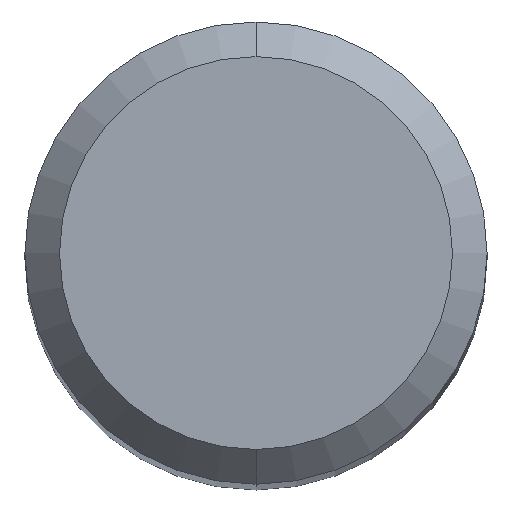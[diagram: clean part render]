
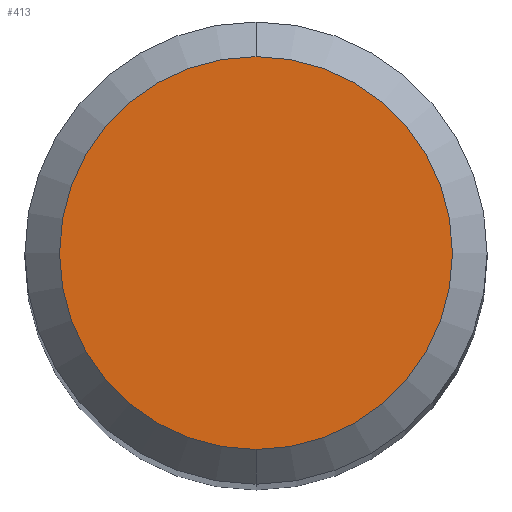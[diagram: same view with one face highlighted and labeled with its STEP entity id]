
A CAD part, top view. The second image highlights one B-rep face of the part: STEP entity #413.
In plain terms, the highlighted planar face has unit normal (0, 0, 1).
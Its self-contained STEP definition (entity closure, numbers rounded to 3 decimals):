
#263=EDGE_CURVE('',#411,#285,#581,.T.);
#285=VERTEX_POINT('',#604);
#311=EDGE_CURVE('',#285,#411,#631,.T.);
#411=VERTEX_POINT('',#742);
#413=ADVANCED_FACE('',(#744),#745,.T.);
#581=CIRCLE('',#1009,1.7);
#604=CARTESIAN_POINT('',(0.0,1.7,0.0));
#631=CIRCLE('',#1087,1.7);
#742=CARTESIAN_POINT('',(0.,-1.7,0.0));
#744=FACE_OUTER_BOUND('',#1317,.T.);
#745=PLANE('',#1318);
#1009=AXIS2_PLACEMENT_3D('',#1562,#1563,#1564);
#1087=AXIS2_PLACEMENT_3D('',#1603,#1604,#1605);
#1317=EDGE_LOOP('',(#1735,#1736));
#1318=AXIS2_PLACEMENT_3D('',#1737,#1738,#1739);
#1562=CARTESIAN_POINT('',(0.0,0.0,0.0));
#1563=DIRECTION('',(0.0,0.0,-1.0));
#1564=DIRECTION('',(0.0,1.0,0.0));
#1603=CARTESIAN_POINT('',(0.0,0.0,0.0));
#1604=DIRECTION('',(0.0,0.0,-1.0));
#1605=DIRECTION('',(0.0,1.0,0.0));
#1735=ORIENTED_EDGE('',*,*,#311,.F.);
#1736=ORIENTED_EDGE('',*,*,#263,.F.);
#1737=CARTESIAN_POINT('',(0.0,0.85,0.0));
#1738=DIRECTION('',(-0.0,0.0,1.0));
#1739=DIRECTION('',(0.0,-1.0,0.0));
